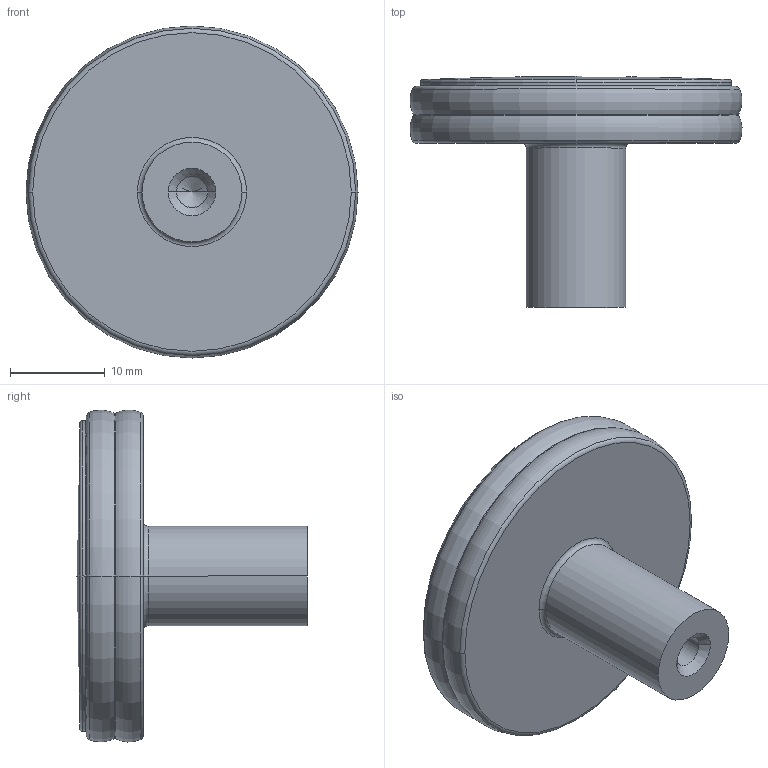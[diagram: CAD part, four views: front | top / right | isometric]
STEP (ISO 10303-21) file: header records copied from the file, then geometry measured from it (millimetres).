
FILE_DESCRIPTION(('Creo Elements/Direct Modeling STEP Export'),'2;1');
FILE_NAME('2617-35.stp','2023-09-15T10:30:33',(''),(''),'Creo Elements/Direct Modeling STEP processor for AP214 (Solid Model)','Creo Elements/Direct Modeling 20.0 12-Nov-2016 (C) Parametric Technology GmbH','');
FILE_SCHEMA(('AUTOMOTIVE_DESIGN { 1 0 10303 214 1 1 1 1 }'));
Length unit declared in the file: millimetre
Products named in the file (2): ZN-11973
Assembly tree (1 placements, depth 2):
  ZN-11973
    ZN-11973
Bounding box: 34.99 x 24.35 x 34.99 mm (x, y, z)
Volume: 7805.2 mm3; surface area: 3256.6 mm2
Topology: 1 solids, 1 shells, 34 faces, 74 edges, 42 vertices
Faces by surface type: torus 16, cone 6, cylinder 6, plane 4, sphere 2
Entity records: 914 total; most frequent: DIRECTION 154, ORIENTED_EDGE 140, CARTESIAN_POINT 125, AXIS2_PLACEMENT_3D 71, EDGE_CURVE 70, VERTEX_POINT 42, EDGE_LOOP 38, CIRCLE 35
